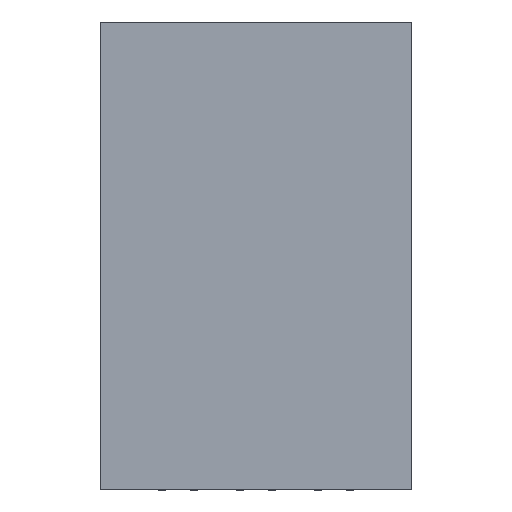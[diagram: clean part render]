
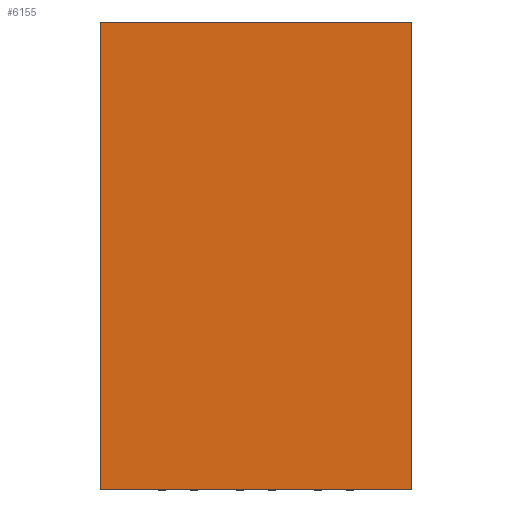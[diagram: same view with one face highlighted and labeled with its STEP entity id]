
A CAD part, top view. The second image highlights one B-rep face of the part: STEP entity #6155.
In plain terms, the highlighted face is planar.
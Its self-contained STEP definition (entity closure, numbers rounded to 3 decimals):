
#5226=DIRECTION('',(0.,0.,1.));
#5227=VECTOR('',#5226,3.);
#5228=CARTESIAN_POINT('',(-1.,0.975,-1.5));
#5229=LINE('',#5228,#5227);
#5233=DIRECTION('',(-1.,0.,0.));
#5234=VECTOR('',#5233,2.);
#5235=CARTESIAN_POINT('',(1.,0.975,-1.5));
#5236=LINE('',#5235,#5234);
#5240=DIRECTION('',(0.,0.,-1.));
#5241=VECTOR('',#5240,3.);
#5242=CARTESIAN_POINT('',(1.,0.975,1.5));
#5243=LINE('',#5242,#5241);
#5247=DIRECTION('',(1.,0.,0.));
#5248=VECTOR('',#5247,2.);
#5249=CARTESIAN_POINT('',(-1.,0.975,1.5));
#5250=LINE('',#5249,#5248);
#5684=CARTESIAN_POINT('',(-1.,0.975,-1.5));
#5685=CARTESIAN_POINT('',(-1.,0.975,1.5));
#5686=VERTEX_POINT('',#5684);
#5687=VERTEX_POINT('',#5685);
#5688=CARTESIAN_POINT('',(1.,0.975,1.5));
#5689=VERTEX_POINT('',#5688);
#5690=CARTESIAN_POINT('',(1.,0.975,-1.5));
#5691=VERTEX_POINT('',#5690);
#6144=CARTESIAN_POINT('',(0.,0.975,0.));
#6145=DIRECTION('',(0.,1.,0.));
#6146=DIRECTION('',(1.,0.,0.));
#6147=AXIS2_PLACEMENT_3D('',#6144,#6145,#6146);
#6148=PLANE('',#6147);
#6149=ORIENTED_EDGE('',*,*,#6012,.F.);
#6150=ORIENTED_EDGE('',*,*,#6055,.F.);
#6151=ORIENTED_EDGE('',*,*,#6076,.F.);
#6152=ORIENTED_EDGE('',*,*,#6117,.F.);
#6153=EDGE_LOOP('',(#6149,#6150,#6151,#6152));
#6154=FACE_OUTER_BOUND('',#6153,.F.);
#6012=EDGE_CURVE('',#5686,#5687,#5229,.T.);
#6055=EDGE_CURVE('',#5691,#5686,#5236,.T.);
#6076=EDGE_CURVE('',#5689,#5691,#5243,.T.);
#6117=EDGE_CURVE('',#5687,#5689,#5250,.T.);
#6155=ADVANCED_FACE('',(#6154),#6148,.T.);
